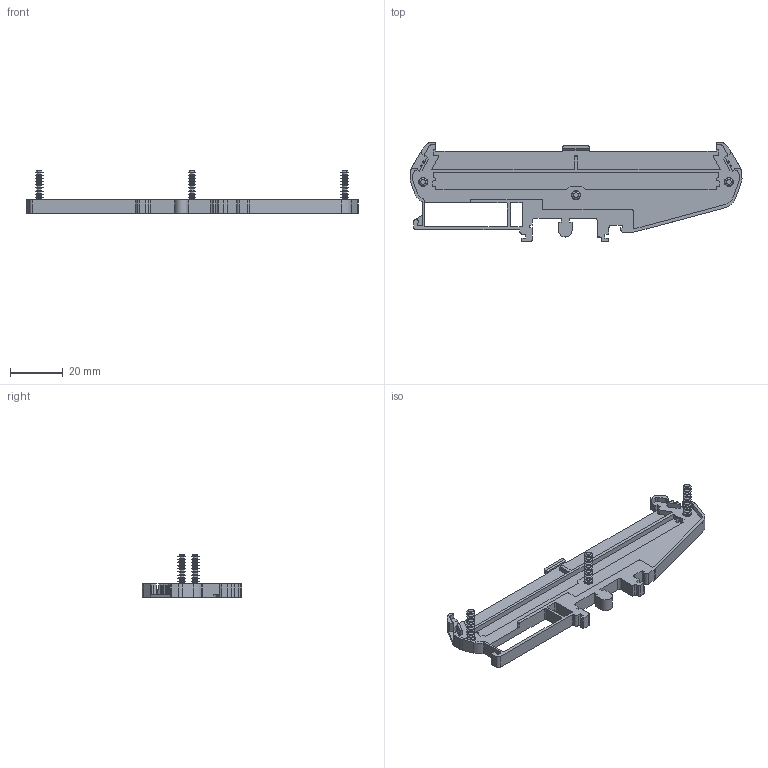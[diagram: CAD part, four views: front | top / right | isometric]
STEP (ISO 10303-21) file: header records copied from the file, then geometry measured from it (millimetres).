
FILE_DESCRIPTION(('STEP AP214'), '1');
FILE_NAME('UM108-SAFE', '2016-01-30T10:22:39', ('TraceParts'), (''), 'ASCON STEP Converter 1.3', 'ASCON Math Kernel', '');
FILE_SCHEMA(('AUTOMOTIVE_DESIGN { 1 0 10303 214 3 1 1}'));
Length unit declared in the file: millimetre
Products named in the file (5): Phoenix Contact / 2959696
Assembly tree (4 placements, depth 2):
  Phoenix Contact / 2959696
    (unnamed)
    (unnamed)
    (unnamed)
    (unnamed)
Bounding box: 125.4 x 37.6 x 16 mm (x, y, z)
Volume: 7438.2 mm3; surface area: 10014.7 mm2
Topology: 4 solids, 4 shells, 670 faces, 1747 edges, 1085 vertices
Faces by surface type: plane 271, cylinder 233, cone 144, torus 12, sphere 6, bspline 4
Entity records: 26970 total; most frequent: CARTESIAN_POINT 4593, DIRECTION 3614, ORIENTED_EDGE 3482, EDGE_CURVE 1741, AXIS2_PLACEMENT_3D 1302, VERTEX_POINT 1085, LINE 1010, VECTOR 1010
